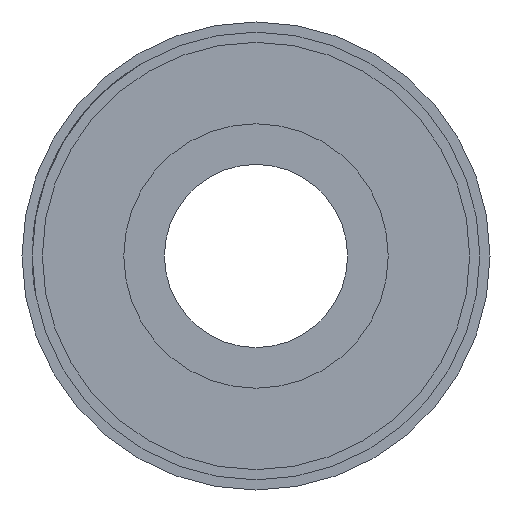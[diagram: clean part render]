
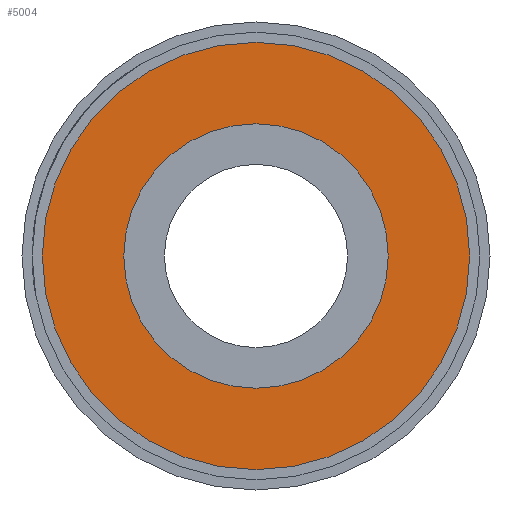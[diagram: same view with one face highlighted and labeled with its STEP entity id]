
A CAD part, left-side view. The second image highlights one B-rep face of the part: STEP entity #5004.
In plain terms, the highlighted planar face has unit normal (-1, 0, 0).
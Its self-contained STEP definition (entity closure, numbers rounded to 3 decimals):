
#130 = DIRECTION ( 'NONE',  ( -1., 0., 0. ) ) ;
#617 = EDGE_CURVE ( 'NONE', #6555, #7443, #6109, .T. ) ;
#633 = EDGE_LOOP ( 'NONE', ( #4069, #1380 ) ) ;
#952 = DIRECTION ( 'NONE',  ( 0., 0., 1. ) ) ;
#1009 = CIRCLE ( 'NONE', #6655, 10.5 ) ;
#1030 = VERTEX_POINT ( 'NONE', #6572 ) ;
#1362 = AXIS2_PLACEMENT_3D ( 'NONE', #2566, #130, #4446 ) ;
#1380 = ORIENTED_EDGE ( 'NONE', *, *, #5952, .F. ) ;
#1625 = ORIENTED_EDGE ( 'NONE', *, *, #3086, .T. ) ;
#1669 = CARTESIAN_POINT ( 'NONE',  ( 0., 0., 6.5 ) ) ;
#1883 = CARTESIAN_POINT ( 'NONE',  ( 0., 0., 0. ) ) ;
#1972 = DIRECTION ( 'NONE',  ( -1., 0., 0. ) ) ;
#2566 = CARTESIAN_POINT ( 'NONE',  ( 0., 0., 0. ) ) ;
#3086 = EDGE_CURVE ( 'NONE', #4316, #1030, #4129, .T. ) ;
#3134 = PLANE ( 'NONE',  #5518 ) ;
#3400 = CARTESIAN_POINT ( 'NONE',  ( 0., 0., 0. ) ) ;
#3587 = EDGE_LOOP ( 'NONE', ( #1625, #6611 ) ) ;
#3610 = DIRECTION ( 'NONE',  ( -1., 0., 0. ) ) ;
#3922 = FACE_BOUND ( 'NONE', #633, .T. ) ;
#4069 = ORIENTED_EDGE ( 'NONE', *, *, #617, .F. ) ;
#4129 = CIRCLE ( 'NONE', #1362, 10.5 ) ;
#4268 = CIRCLE ( 'NONE', #5272, 6.5 ) ;
#4277 = DIRECTION ( 'NONE',  ( 0., 0., 1. ) ) ;
#4316 = VERTEX_POINT ( 'NONE', #6981 ) ;
#4446 = DIRECTION ( 'NONE',  ( 0., 0., 1. ) ) ;
#4516 = CARTESIAN_POINT ( 'NONE',  ( 0., 0., -6.5 ) ) ;
#4538 = DIRECTION ( 'NONE',  ( -1., 0., 0. ) ) ;
#5004 = ADVANCED_FACE ( 'NONE', ( #3922, #5527 ), #3134, .F. ) ;
#5272 = AXIS2_PLACEMENT_3D ( 'NONE', #3400, #4538, #952 ) ;
#5509 = DIRECTION ( 'NONE',  ( 0., 0., 1. ) ) ;
#5518 = AXIS2_PLACEMENT_3D ( 'NONE', #7328, #7741, #7196 ) ;
#5527 = FACE_OUTER_BOUND ( 'NONE', #3587, .T. ) ;
#5952 = EDGE_CURVE ( 'NONE', #7443, #6555, #4268, .T. ) ;
#6109 = CIRCLE ( 'NONE', #7109, 6.5 ) ;
#6555 = VERTEX_POINT ( 'NONE', #1669 ) ;
#6572 = CARTESIAN_POINT ( 'NONE',  ( 0., 0., -10.5 ) ) ;
#6611 = ORIENTED_EDGE ( 'NONE', *, *, #6906, .T. ) ;
#6655 = AXIS2_PLACEMENT_3D ( 'NONE', #7079, #1972, #5509 ) ;
#6906 = EDGE_CURVE ( 'NONE', #1030, #4316, #1009, .T. ) ;
#6981 = CARTESIAN_POINT ( 'NONE',  ( 0., 0., 10.5 ) ) ;
#7079 = CARTESIAN_POINT ( 'NONE',  ( 0., 0., 0. ) ) ;
#7109 = AXIS2_PLACEMENT_3D ( 'NONE', #1883, #3610, #4277 ) ;
#7196 = DIRECTION ( 'NONE',  ( 0., 0., -1. ) ) ;
#7328 = CARTESIAN_POINT ( 'NONE',  ( 0., 0., 0. ) ) ;
#7443 = VERTEX_POINT ( 'NONE', #4516 ) ;
#7741 = DIRECTION ( 'NONE',  ( 1., 0., 0. ) ) ;
